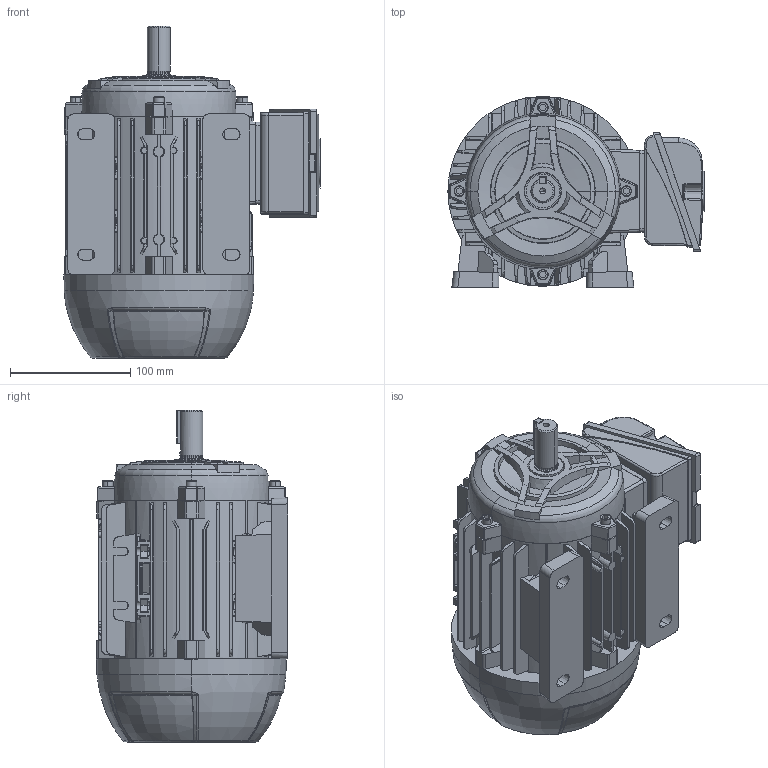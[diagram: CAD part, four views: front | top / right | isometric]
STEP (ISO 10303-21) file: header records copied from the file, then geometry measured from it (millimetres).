
FILE_DESCRIPTION (( 'STEP AP203' ), '1' );
FILE_NAME ('80M_CP_ST_LEFT.STEP', '2021-11-05T13:06:44', ( '' ), ( '' ), 'SwSTEP 2.0', 'SolidWorks 2018', '' );
FILE_SCHEMA (( 'CONFIG_CONTROL_DESIGN' ));
Length unit declared in the file: millimetre
Products named in the file (25): 105006080_505007993; Parafuso Altracs M5; 500014957B; EIXO IEC 80_50.5087.043; 105006100; 105006100_505007461; 105033022; 105032001_10.5032.006-6-6x28; 500014959_10.5007.078; 500014957B_10.5007.074; 105006192; Parafuso Altracs M5_10.5011.286 x 22; 105032001; 80M_CP_ST_LEFT; 105007077; 105006192_50.5307.040; 105006080; EIXO IEC 80; 500014959
Assembly tree (14 placements, depth 2):
  Parafuso Altracs M5
  Parafuso Altracs M5
  500014957B
  Parafuso Altracs M5
  105006100
Bounding box: 213.11 x 159 x 276 mm (x, y, z)
Volume: 4097827.4 mm3; surface area: 394766.9 mm2
Topology: 14 solids, 14 shells, 1834 faces, 4857 edges, 3107 vertices
Faces by surface type: plane 849, cylinder 380, cone 246, bspline 216, torus 85, sphere 58
Entity records: 64930 total; most frequent: CARTESIAN_POINT 22941, ORIENTED_EDGE 9150, DIRECTION 7278, EDGE_CURVE 4575, VERTEX_POINT 2943, AXIS2_PLACEMENT_3D 2522, VECTOR 2234, LINE 2234
